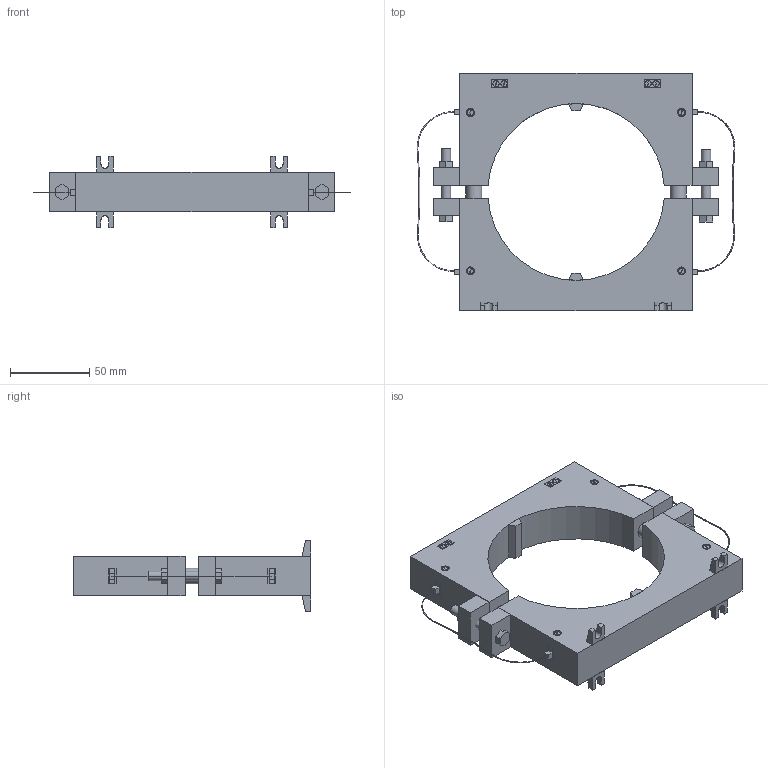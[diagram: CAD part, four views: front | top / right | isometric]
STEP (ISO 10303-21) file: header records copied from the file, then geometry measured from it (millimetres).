
FILE_DESCRIPTION((''),'2;1');
FILE_NAME('3d_31RTA110.stp','2012-10-03T09:43:27',(''),(''),'Mechanical Desktop 2011','Mechanical Desktop 2011',', , ');
FILE_SCHEMA(('CONFIG_CONTROL_DESIGN'));
Length unit declared in the file: millimetre
Products named in the file (1): Product
Bounding box: 200.73 x 150 x 45 mm (x, y, z)
Volume: 324354.9 mm3; surface area: 62861.8 mm2
Topology: 30 solids, 30 shells, 330 faces, 750 edges, 486 vertices
Faces by surface type: plane 180, bspline 110, cylinder 34, torus 6
Entity records: 9627 total; most frequent: CARTESIAN_POINT 2343, ORIENTED_EDGE 1500, DIRECTION 1350, EDGE_CURVE 750, VECTOR 576, LINE 576, VERTEX_POINT 486, AXIS2_PLACEMENT_3D 387
